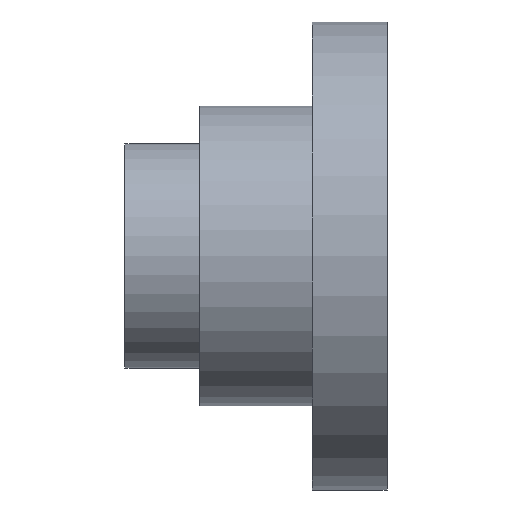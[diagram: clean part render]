
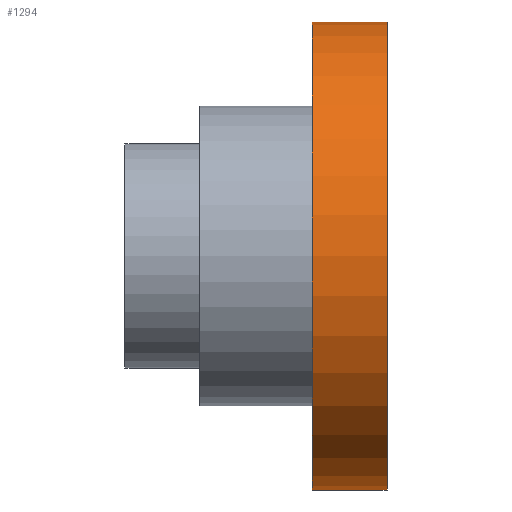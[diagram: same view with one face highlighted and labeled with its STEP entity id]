
A CAD part, top view. The second image highlights one B-rep face of the part: STEP entity #1294.
In plain terms, the highlighted cylindrical face has radius 62.5 mm (diameter 125 mm), a partial arc.
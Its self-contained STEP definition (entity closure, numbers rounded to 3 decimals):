
#15 = LINE ( 'NONE', #644, #628 ) ;
#34 = DIRECTION ( 'NONE',  ( -1., 0., 0. ) ) ;
#40 = DIRECTION ( 'NONE',  ( 0., -1., 0. ) ) ;
#55 = VERTEX_POINT ( 'NONE', #463 ) ;
#72 = DIRECTION ( 'NONE',  ( -1., 0., 0. ) ) ;
#98 = EDGE_CURVE ( 'NONE', #1014, #55, #1065, .T. ) ;
#116 = ORIENTED_EDGE ( 'NONE', *, *, #356, .F. ) ;
#144 = DIRECTION ( 'NONE',  ( 0., -1., 0. ) ) ;
#146 = CYLINDRICAL_SURFACE ( 'NONE', #468, 62.5 ) ;
#234 = AXIS2_PLACEMENT_3D ( 'NONE', #604, #72, #1003 ) ;
#250 = ORIENTED_EDGE ( 'NONE', *, *, #1261, .T. ) ;
#325 = CARTESIAN_POINT ( 'NONE',  ( 50., 62.5, 0. ) ) ;
#356 = EDGE_CURVE ( 'NONE', #55, #579, #992, .T. ) ;
#414 = CARTESIAN_POINT ( 'NONE',  ( 70., 62.5, 0. ) ) ;
#424 = EDGE_LOOP ( 'NONE', ( #1260, #250, #116, #1302 ) ) ;
#463 = CARTESIAN_POINT ( 'NONE',  ( 50., -62.5, 0. ) ) ;
#466 = CARTESIAN_POINT ( 'NONE',  ( 0., -62.5, 0. ) ) ;
#468 = AXIS2_PLACEMENT_3D ( 'NONE', #760, #1146, #40 ) ;
#558 = FACE_OUTER_BOUND ( 'NONE', #424, .T. ) ;
#579 = VERTEX_POINT ( 'NONE', #325 ) ;
#604 = CARTESIAN_POINT ( 'NONE',  ( 50., 0., 0. ) ) ;
#628 = VECTOR ( 'NONE', #34, 1000. ) ;
#644 = CARTESIAN_POINT ( 'NONE',  ( 0., 62.5, 0. ) ) ;
#691 = CIRCLE ( 'NONE', #921, 62.5 ) ;
#726 = VECTOR ( 'NONE', #1177, 1000. ) ;
#749 = DIRECTION ( 'NONE',  ( -1., 0., 0. ) ) ;
#760 = CARTESIAN_POINT ( 'NONE',  ( 0., 0., 0. ) ) ;
#921 = AXIS2_PLACEMENT_3D ( 'NONE', #1167, #749, #144 ) ;
#992 = CIRCLE ( 'NONE', #234, 62.5 ) ;
#1003 = DIRECTION ( 'NONE',  ( 0., -1., 0. ) ) ;
#1014 = VERTEX_POINT ( 'NONE', #1269 ) ;
#1055 = VERTEX_POINT ( 'NONE', #414 ) ;
#1065 = LINE ( 'NONE', #466, #726 ) ;
#1146 = DIRECTION ( 'NONE',  ( -1., 0., 0. ) ) ;
#1167 = CARTESIAN_POINT ( 'NONE',  ( 70., 0., 0. ) ) ;
#1177 = DIRECTION ( 'NONE',  ( -1., 0., 0. ) ) ;
#1260 = ORIENTED_EDGE ( 'NONE', *, *, #1279, .T. ) ;
#1261 = EDGE_CURVE ( 'NONE', #1055, #579, #15, .T. ) ;
#1269 = CARTESIAN_POINT ( 'NONE',  ( 70., -62.5, 0. ) ) ;
#1279 = EDGE_CURVE ( 'NONE', #1014, #1055, #691, .T. ) ;
#1294 = ADVANCED_FACE ( 'NONE', ( #558 ), #146, .T. ) ;
#1302 = ORIENTED_EDGE ( 'NONE', *, *, #98, .F. ) ;
